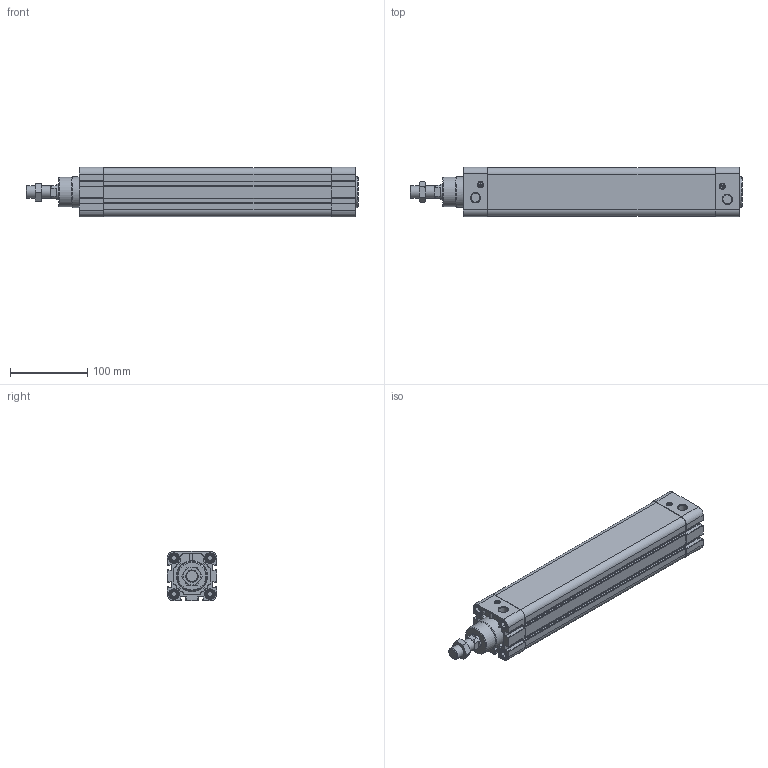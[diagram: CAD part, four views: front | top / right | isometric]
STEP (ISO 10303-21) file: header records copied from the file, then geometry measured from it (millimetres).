
FILE_DESCRIPTION(/* description */ ('STEP AP203'),/* implementation_level */ '2;1');
FILE_NAME(/* name */ 'FVBC50X250-0-S()(0)',/* time_stamp */ '2025-05-07T12:37:34+02:00',/* author */ ('License CC BY-ND 4.0'),/* organization */ ('CADENAS'),/* preprocessor_version */ 'ST-DEVELOPER v19.3',/* originating_system */ 'PARTsolutions',/* authorisation */ ' ');
FILE_SCHEMA (('CONFIG_CONTROL_DESIGN'));
Length unit declared in the file: millimetre
Products named in the file (3): FVBC50X250-0-S()(0); FVB50x250()_fvbc_body ; 50X250-0_rod
Assembly tree (2 placements, depth 2):
  FVBC50X250-0-S()(0)
    FVB50x250()_fvbc_body 
    50X250-0_rod
Bounding box: 428.5 x 64 x 64.3 mm (x, y, z)
Volume: 924817.8 mm3; surface area: 231543.5 mm2
Topology: 2 solids, 4 shells, 658 faces, 1590 edges, 1007 vertices
Faces by surface type: plane 335, cylinder 240, cone 74, torus 9
Full cylindrical faces by diameter (mm): 1.9 x2, 2.5 x2, 4 x2, 5.4 x2, 6 x2, 6.647 x8, 6.7 x2, 6.9 x2, 7 x4, 8 x6, 11 x4, 11.445 x2, 12 x8, 13.5 x8, 16 x2, 20 x3, 26.667 x2, 38 x1, 40 x2, 50 x2
Entity records: 18759 total; most frequent: CARTESIAN_POINT 3469, DIRECTION 3288, ORIENTED_EDGE 2938, EDGE_CURVE 1469, AXIS2_PLACEMENT_3D 1234, VERTEX_POINT 997, FACE_BOUND 840, EDGE_LOOP 838
